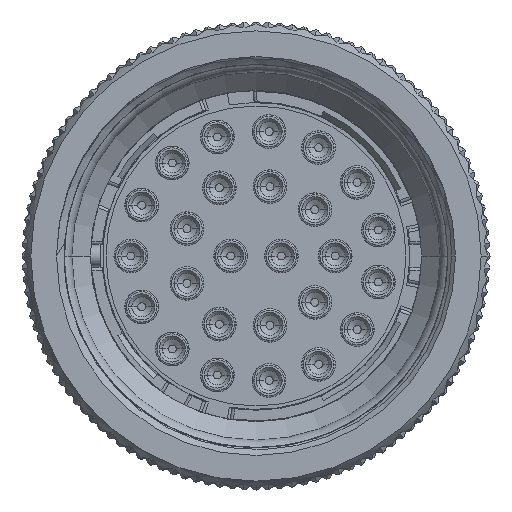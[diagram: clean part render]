
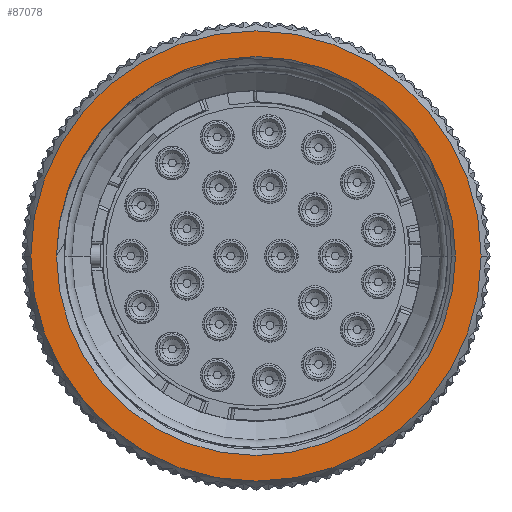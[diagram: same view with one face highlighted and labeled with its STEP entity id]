
A CAD part, left-side view. The second image highlights one B-rep face of the part: STEP entity #87078.
In plain terms, the highlighted planar face has unit normal (-1, 0, 0).
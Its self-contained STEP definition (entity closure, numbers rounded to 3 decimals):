
#62=CARTESIAN_POINT('',(0.,0.,0.));
#63=DIRECTION('',(1.,0.,0.));
#64=DIRECTION('',(0.,1.,0.));
#65=AXIS2_PLACEMENT_3D('',#62,#63,#64);
#260=CARTESIAN_POINT('',(0.,0.,0.));
#261=DIRECTION('',(-1.,0.,0.));
#262=DIRECTION('',(0.,1.,0.));
#263=AXIS2_PLACEMENT_3D('',#260,#261,#262);
#315=CARTESIAN_POINT('',(0.,0.,0.));
#316=DIRECTION('',(-1.,0.,0.));
#317=DIRECTION('',(0.,1.,0.));
#318=AXIS2_PLACEMENT_3D('',#315,#316,#317);
#320=CARTESIAN_POINT('',(0.,0.,0.));
#321=DIRECTION('',(1.,0.,0.));
#322=DIRECTION('',(0.,1.,0.));
#323=AXIS2_PLACEMENT_3D('',#320,#321,#322);
#75555=CARTESIAN_POINT('',(0.,14.673,0.));
#75556=CARTESIAN_POINT('',(0.,-14.673,0.));
#75557=VERTEX_POINT('',#75555);
#75558=VERTEX_POINT('',#75556);
#75559=CARTESIAN_POINT('',(0.,13.,0.));
#75560=CARTESIAN_POINT('',(0.,-13.,0.));
#75561=VERTEX_POINT('',#75559);
#75562=VERTEX_POINT('',#75560);
#87063=CARTESIAN_POINT('',(0.,0.,0.));
#87064=DIRECTION('',(1.,0.,0.));
#87065=DIRECTION('',(0.,-1.,0.));
#87066=AXIS2_PLACEMENT_3D('',#87063,#87064,#87065);
#87067=PLANE('279',#87066);
#87069=ORIENTED_EDGE('6373',*,*,#87068,.F.);
#87071=ORIENTED_EDGE('6355',*,*,#87070,.T.);
#87072=EDGE_LOOP('279',(#87069,#87071));
#87073=FACE_OUTER_BOUND('279',#87072,.F.);
#87074=ORIENTED_EDGE('6433',*,*,#86732,.F.);
#87075=ORIENTED_EDGE('6356',*,*,#87045,.T.);
#87076=EDGE_LOOP('279',(#87074,#87075));
#87077=FACE_BOUND('279',#87076,.F.);
#66=CIRCLE('6433',#65,13.);
#264=CIRCLE('6356',#263,13.);
#319=CIRCLE('6373',#318,14.673);
#324=CIRCLE('6355',#323,14.673);
#86732=EDGE_CURVE('6433',#75561,#75562,#66,.T.);
#87045=EDGE_CURVE('6356',#75561,#75562,#264,.T.);
#87068=EDGE_CURVE('6373',#75557,#75558,#319,.T.);
#87070=EDGE_CURVE('6355',#75557,#75558,#324,.T.);
#87078=ADVANCED_FACE('279',(#87073,#87077),#87067,.F.);
